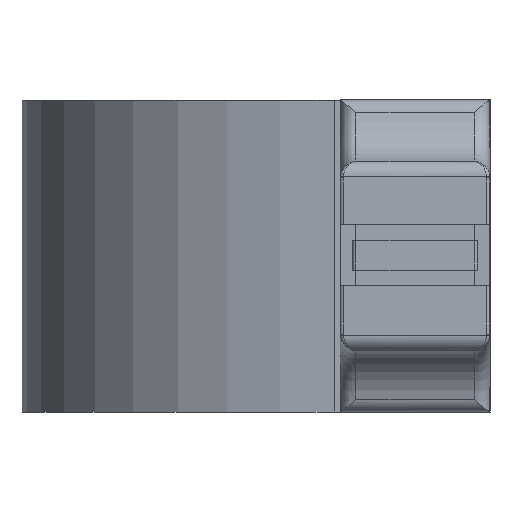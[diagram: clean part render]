
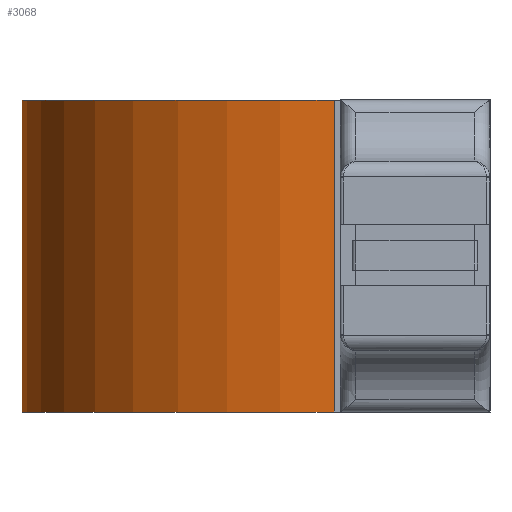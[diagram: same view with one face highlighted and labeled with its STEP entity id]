
A CAD part, left-side view. The second image highlights one B-rep face of the part: STEP entity #3068.
In plain terms, the highlighted cylindrical face has radius 1 mm (diameter 2 mm), a partial arc.
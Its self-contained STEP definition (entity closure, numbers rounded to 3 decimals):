
#131 = EDGE_LOOP ( 'NONE', ( #3960, #4618, #3035, #4443 ) ) ;
#234 = DIRECTION ( 'NONE',  ( 1., 0., 0. ) ) ;
#389 = DIRECTION ( 'NONE',  ( -1., 0., 0. ) ) ;
#1265 = VERTEX_POINT ( 'NONE', #3199 ) ;
#1278 = CARTESIAN_POINT ( 'NONE',  ( -1.738, 0.5, -0.287 ) ) ;
#1286 = VERTEX_POINT ( 'NONE', #4371 ) ;
#1319 = CARTESIAN_POINT ( 'NONE',  ( -0.738, 0.5, -0.287 ) ) ;
#1328 = EDGE_CURVE ( 'NONE', #1265, #1894, #2508, .T. ) ;
#1525 = CARTESIAN_POINT ( 'NONE',  ( 0.262, 0.5, -0.287 ) ) ;
#1618 = AXIS2_PLACEMENT_3D ( 'NONE', #2531, #4937, #1669 ) ;
#1669 = DIRECTION ( 'NONE',  ( -1., 0., 0. ) ) ;
#1894 = VERTEX_POINT ( 'NONE', #4768 ) ;
#1904 = VECTOR ( 'NONE', #4929, 1000. ) ;
#2247 = VECTOR ( 'NONE', #2356, 1000. ) ;
#2356 = DIRECTION ( 'NONE',  ( 0., 0., 1. ) ) ;
#2364 = CIRCLE ( 'NONE', #1618, 1. ) ;
#2369 = EDGE_CURVE ( 'NONE', #1286, #1265, #3119, .T. ) ;
#2444 = AXIS2_PLACEMENT_3D ( 'NONE', #1319, #3907, #234 ) ;
#2461 = CARTESIAN_POINT ( 'NONE',  ( -0.738, 0.5, 0.713 ) ) ;
#2508 = CIRCLE ( 'NONE', #4110, 1. ) ;
#2517 = VERTEX_POINT ( 'NONE', #1278 ) ;
#2531 = CARTESIAN_POINT ( 'NONE',  ( -0.738, 0.5, -0.287 ) ) ;
#2753 = CYLINDRICAL_SURFACE ( 'NONE', #2444, 1. ) ;
#2865 = EDGE_CURVE ( 'NONE', #1286, #2517, #2364, .T. ) ;
#3035 = ORIENTED_EDGE ( 'NONE', *, *, #1328, .F. ) ;
#3068 = ADVANCED_FACE ( 'NONE', ( #3838 ), #2753, .T. ) ;
#3119 = LINE ( 'NONE', #1525, #2247 ) ;
#3199 = CARTESIAN_POINT ( 'NONE',  ( 0.262, 0.5, 0.713 ) ) ;
#3288 = EDGE_CURVE ( 'NONE', #2517, #1894, #3404, .T. ) ;
#3404 = LINE ( 'NONE', #4098, #1904 ) ;
#3838 = FACE_OUTER_BOUND ( 'NONE', #131, .T. ) ;
#3907 = DIRECTION ( 'NONE',  ( 0., 0., 1. ) ) ;
#3960 = ORIENTED_EDGE ( 'NONE', *, *, #2865, .T. ) ;
#4098 = CARTESIAN_POINT ( 'NONE',  ( -1.738, 0.5, -0.287 ) ) ;
#4110 = AXIS2_PLACEMENT_3D ( 'NONE', #2461, #5325, #389 ) ;
#4371 = CARTESIAN_POINT ( 'NONE',  ( 0.262, 0.5, -0.287 ) ) ;
#4443 = ORIENTED_EDGE ( 'NONE', *, *, #2369, .F. ) ;
#4618 = ORIENTED_EDGE ( 'NONE', *, *, #3288, .T. ) ;
#4768 = CARTESIAN_POINT ( 'NONE',  ( -1.738, 0.5, 0.713 ) ) ;
#4929 = DIRECTION ( 'NONE',  ( 0., 0., 1. ) ) ;
#4937 = DIRECTION ( 'NONE',  ( 0., 0., 1. ) ) ;
#5325 = DIRECTION ( 'NONE',  ( 0., 0., 1. ) ) ;
